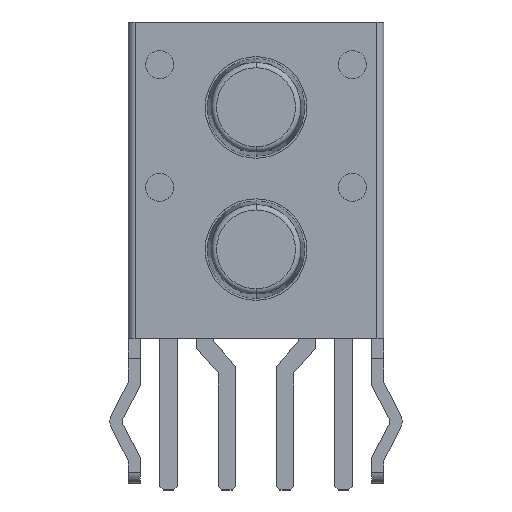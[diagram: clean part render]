
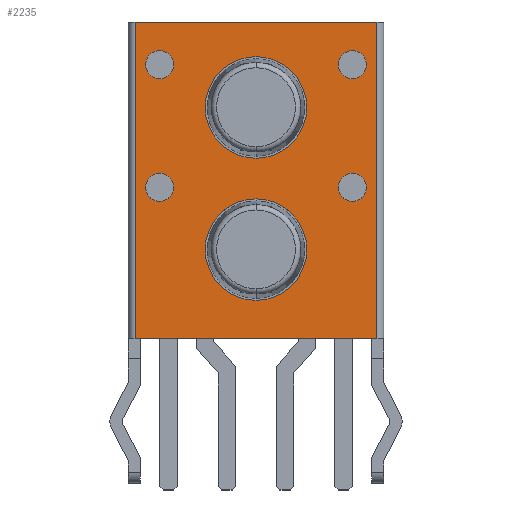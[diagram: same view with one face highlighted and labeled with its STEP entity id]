
A CAD part, top view. The second image highlights one B-rep face of the part: STEP entity #2235.
In plain terms, the highlighted planar face has unit normal (0, 0, 1).
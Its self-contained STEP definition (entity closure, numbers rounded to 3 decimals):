
#32 = VECTOR ( 'NONE', #10007, 1000. ) ;
#184 = CARTESIAN_POINT ( 'NONE',  ( 3.45, 0.978, 5.25 ) ) ;
#230 = VERTEX_POINT ( 'NONE', #8537 ) ;
#269 = EDGE_CURVE ( 'NONE', #929, #8682, #9076, .T. ) ;
#393 = DIRECTION ( 'NONE',  ( 0., 0., -1. ) ) ;
#700 = EDGE_LOOP ( 'NONE', ( #5348, #2958 ) ) ;
#736 = DIRECTION ( 'NONE',  ( 0., 0., -1. ) ) ;
#929 = VERTEX_POINT ( 'NONE', #9389 ) ;
#992 = ORIENTED_EDGE ( 'NONE', *, *, #8237, .F. ) ;
#1362 = ORIENTED_EDGE ( 'NONE', *, *, #269, .F. ) ;
#1410 = EDGE_LOOP ( 'NONE', ( #7700, #2971, #992, #1362 ) ) ;
#1563 = CARTESIAN_POINT ( 'NONE',  ( -3.45, 10.018, 5.25 ) ) ;
#1814 = FACE_OUTER_BOUND ( 'NONE', #1410, .T. ) ;
#1833 = CARTESIAN_POINT ( 'NONE',  ( 0., 7.578, 5.25 ) ) ;
#2235 = ADVANCED_FACE ( 'NONE', ( #1814, #7014, #7728 ), #6899, .T. ) ;
#2777 = EDGE_CURVE ( 'NONE', #9554, #9441, #7012, .T. ) ;
#2872 = AXIS2_PLACEMENT_3D ( 'NONE', #3985, #5710, #4864 ) ;
#2958 = ORIENTED_EDGE ( 'NONE', *, *, #9769, .T. ) ;
#2971 = ORIENTED_EDGE ( 'NONE', *, *, #7024, .F. ) ;
#3062 = AXIS2_PLACEMENT_3D ( 'NONE', #1833, #7081, #8830 ) ;
#3309 = CARTESIAN_POINT ( 'NONE',  ( 1.45, 7.578, 5.25 ) ) ;
#3634 = EDGE_CURVE ( 'NONE', #6933, #230, #10408, .T. ) ;
#3985 = CARTESIAN_POINT ( 'NONE',  ( 0., 3.518, 5.25 ) ) ;
#4126 = DIRECTION ( 'NONE',  ( -1., 0., 0. ) ) ;
#4495 = CARTESIAN_POINT ( 'NONE',  ( -3.45, 0.978, 5.25 ) ) ;
#4707 = VECTOR ( 'NONE', #4714, 1000. ) ;
#4714 = DIRECTION ( 'NONE',  ( 0., -1., 0. ) ) ;
#4850 = AXIS2_PLACEMENT_3D ( 'NONE', #9288, #736, #4126 ) ;
#4864 = DIRECTION ( 'NONE',  ( -1., 0., 0. ) ) ;
#4909 = LINE ( 'NONE', #5145, #6445 ) ;
#5145 = CARTESIAN_POINT ( 'NONE',  ( 3.45, 0.978, 5.25 ) ) ;
#5187 = CARTESIAN_POINT ( 'NONE',  ( -3.45, 0.978, 5.25 ) ) ;
#5348 = ORIENTED_EDGE ( 'NONE', *, *, #2777, .T. ) ;
#5502 = CARTESIAN_POINT ( 'NONE',  ( 3.45, 10.018, 5.25 ) ) ;
#5710 = DIRECTION ( 'NONE',  ( 0., 0., -1. ) ) ;
#6445 = VECTOR ( 'NONE', #10253, 1000. ) ;
#6495 = EDGE_LOOP ( 'NONE', ( #7633, #7515 ) ) ;
#6899 = PLANE ( 'NONE',  #10717 ) ;
#6933 = VERTEX_POINT ( 'NONE', #3309 ) ;
#6969 = VECTOR ( 'NONE', #10642, 1000. ) ;
#7012 = CIRCLE ( 'NONE', #2872, 1.45 ) ;
#7014 = FACE_BOUND ( 'NONE', #6495, .T. ) ;
#7024 = EDGE_CURVE ( 'NONE', #10919, #7167, #8019, .T. ) ;
#7081 = DIRECTION ( 'NONE',  ( 0., 0., -1. ) ) ;
#7141 = CARTESIAN_POINT ( 'NONE',  ( 0., 7.578, 5.25 ) ) ;
#7167 = VERTEX_POINT ( 'NONE', #8241 ) ;
#7198 = CIRCLE ( 'NONE', #4850, 1.45 ) ;
#7343 = CARTESIAN_POINT ( 'NONE',  ( 1.45, 3.518, 5.25 ) ) ;
#7515 = ORIENTED_EDGE ( 'NONE', *, *, #9423, .T. ) ;
#7633 = ORIENTED_EDGE ( 'NONE', *, *, #3634, .T. ) ;
#7700 = ORIENTED_EDGE ( 'NONE', *, *, #8199, .F. ) ;
#7728 = FACE_BOUND ( 'NONE', #700, .T. ) ;
#7789 = DIRECTION ( 'NONE',  ( 1., 0., 0. ) ) ;
#7913 = CIRCLE ( 'NONE', #3062, 1.45 ) ;
#8019 = LINE ( 'NONE', #4495, #6969 ) ;
#8199 = EDGE_CURVE ( 'NONE', #7167, #929, #10885, .T. ) ;
#8237 = EDGE_CURVE ( 'NONE', #8682, #10919, #4909, .T. ) ;
#8241 = CARTESIAN_POINT ( 'NONE',  ( -3.45, 10.018, 5.25 ) ) ;
#8537 = CARTESIAN_POINT ( 'NONE',  ( -1.45, 7.578, 5.25 ) ) ;
#8682 = VERTEX_POINT ( 'NONE', #184 ) ;
#8830 = DIRECTION ( 'NONE',  ( -1., 0., 0. ) ) ;
#8942 = DIRECTION ( 'NONE',  ( -1., 0., 0. ) ) ;
#8995 = AXIS2_PLACEMENT_3D ( 'NONE', #7141, #393, #8942 ) ;
#9076 = LINE ( 'NONE', #5502, #4707 ) ;
#9288 = CARTESIAN_POINT ( 'NONE',  ( 0., 3.518, 5.25 ) ) ;
#9389 = CARTESIAN_POINT ( 'NONE',  ( 3.45, 10.018, 5.25 ) ) ;
#9423 = EDGE_CURVE ( 'NONE', #230, #6933, #7913, .T. ) ;
#9441 = VERTEX_POINT ( 'NONE', #10372 ) ;
#9554 = VERTEX_POINT ( 'NONE', #7343 ) ;
#9591 = CARTESIAN_POINT ( 'NONE',  ( -3.45, 10.018, 5.25 ) ) ;
#9769 = EDGE_CURVE ( 'NONE', #9441, #9554, #7198, .T. ) ;
#10007 = DIRECTION ( 'NONE',  ( 1., 0., 0. ) ) ;
#10253 = DIRECTION ( 'NONE',  ( -1., 0., 0. ) ) ;
#10302 = DIRECTION ( 'NONE',  ( 0., 0., 1. ) ) ;
#10372 = CARTESIAN_POINT ( 'NONE',  ( -1.45, 3.518, 5.25 ) ) ;
#10408 = CIRCLE ( 'NONE', #8995, 1.45 ) ;
#10642 = DIRECTION ( 'NONE',  ( 0., 1., 0. ) ) ;
#10717 = AXIS2_PLACEMENT_3D ( 'NONE', #9591, #10302, #7789 ) ;
#10885 = LINE ( 'NONE', #1563, #32 ) ;
#10919 = VERTEX_POINT ( 'NONE', #5187 ) ;
